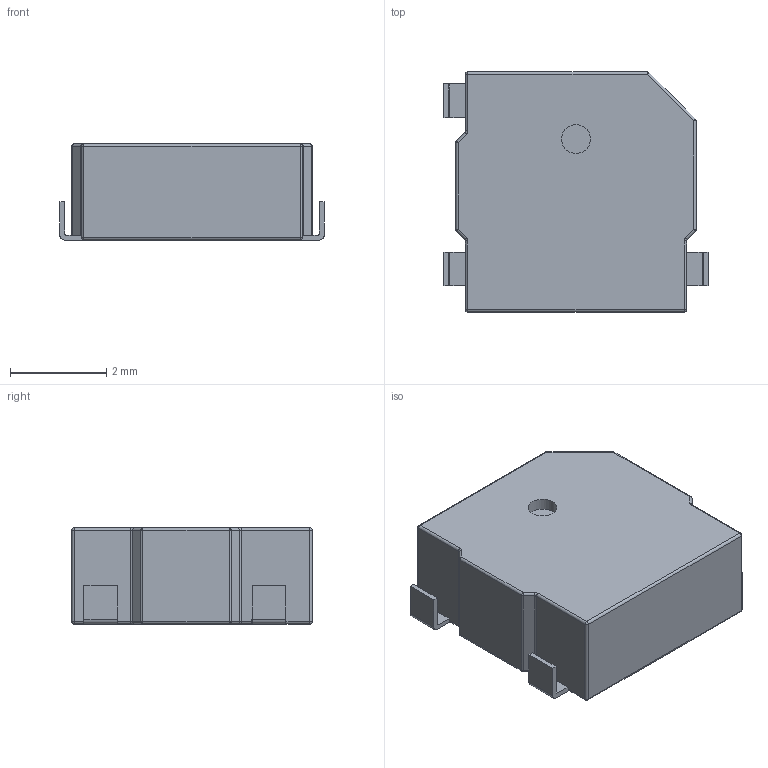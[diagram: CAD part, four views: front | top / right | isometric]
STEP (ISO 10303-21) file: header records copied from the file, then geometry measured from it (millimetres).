
FILE_DESCRIPTION(/* description */ (''),/* implementation_level */ '2;1');
FILE_NAME(/* name */ 'SMT-0540-T-7-R.ipt.stp',/* time_stamp */ '2020-05-28T15:22:48-04:00',/* author */ ('J.D.'),/* organization */ (''),/* preprocessor_version */ 'ST-DEVELOPER v16.1',/* originating_system */ 'Autodesk Inventor 2016',/* authorisation */ '');
FILE_SCHEMA (('AUTOMOTIVE_DESIGN { 1 0 10303 214 3 1 1 }'));
Length unit declared in the file: millimetre
Products named in the file (1): SMT-0540-T-7-R
Bounding box: 5.5 x 5 x 2 mm (x, y, z)
Volume: 17.5 mm3; surface area: 191.8 mm2
Topology: 2 solids, 2 shells, 148 faces, 364 edges, 210 vertices
Faces by surface type: plane 74, cylinder 52, sphere 16, torus 6
Full cylindrical faces by diameter (mm): 0.55 x2, 0.6 x1, 4.518 x1
Entity records: 4337 total; most frequent: DIRECTION 752, CARTESIAN_POINT 703, ORIENTED_EDGE 688, EDGE_CURVE 344, AXIS2_PLACEMENT_3D 259, LINE 234, VECTOR 234, VERTEX_POINT 210
